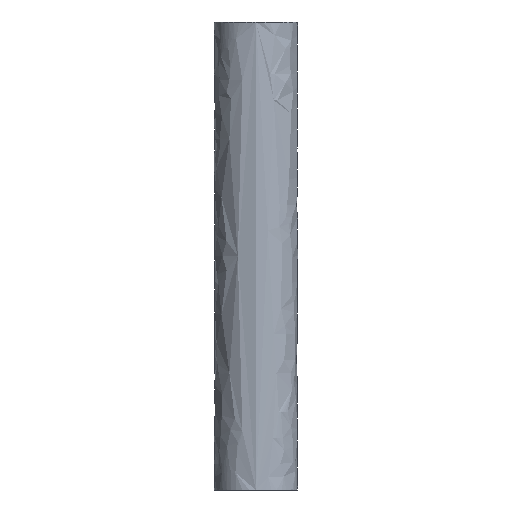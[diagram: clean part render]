
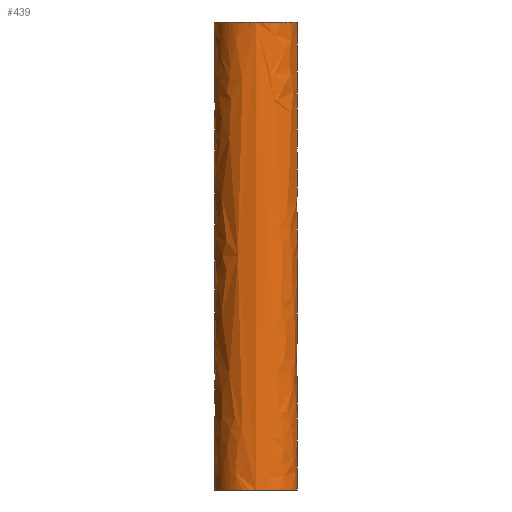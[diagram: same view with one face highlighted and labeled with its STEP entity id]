
A CAD part, left-side view. The second image highlights one B-rep face of the part: STEP entity #439.
In plain terms, the highlighted free-form (B-spline) face has degree [1, 2] with [2, 9] control points.
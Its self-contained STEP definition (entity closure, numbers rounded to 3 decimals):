
#63 = VERTEX_POINT('',#64);
#64 = CARTESIAN_POINT('',(121.927,55.,2.));
#69 = EDGE_CURVE('',#70,#63,#72,.T.);
#70 = VERTEX_POINT('',#71);
#71 = CARTESIAN_POINT('',(121.927,55.,0.));
#72 = B_SPLINE_CURVE_WITH_KNOTS('',1,(#73,#74),.UNSPECIFIED.,.F.,.F.,(2,
    2),(-225.,-223.),.PIECEWISE_BEZIER_KNOTS.);
#73 = CARTESIAN_POINT('',(121.927,55.,0.));
#74 = CARTESIAN_POINT('',(121.927,55.,2.));
#259 = VERTEX_POINT('',#260);
#260 = CARTESIAN_POINT('',(121.927,55.,450.));
#265 = EDGE_CURVE('',#266,#259,#268,.T.);
#266 = VERTEX_POINT('',#267);
#267 = CARTESIAN_POINT('',(121.927,55.,448.));
#268 = B_SPLINE_CURVE_WITH_KNOTS('',1,(#269,#270),.UNSPECIFIED.,.F.,.F.,
  (2,2),(223.,225.),.PIECEWISE_BEZIER_KNOTS.);
#269 = CARTESIAN_POINT('',(121.927,55.,448.));
#270 = CARTESIAN_POINT('',(121.927,55.,450.));
#297 = VERTEX_POINT('',#298);
#298 = CARTESIAN_POINT('',(131.927,55.,450.));
#303 = EDGE_CURVE('',#297,#304,#306,.T.);
#304 = VERTEX_POINT('',#305);
#305 = CARTESIAN_POINT('',(86.927,94.686,450.));
#306 = ( BOUNDED_CURVE() B_SPLINE_CURVE(2,(#307,#308,#309,#310,#311,#312
,#313),.UNSPECIFIED.,.F.,.F.) B_SPLINE_CURVE_WITH_KNOTS((3,2,2,3),(
    -1.445,0.084,1.613,3.142),
.UNSPECIFIED.) CURVE() GEOMETRIC_REPRESENTATION_ITEM() 
RATIONAL_B_SPLINE_CURVE((1.,0.722,1.,0.722,1.,
0.722,1.)) REPRESENTATION_ITEM('') );
#307 = CARTESIAN_POINT('',(131.927,55.,450.));
#308 = CARTESIAN_POINT('',(169.989,59.795,450.));
#309 = CARTESIAN_POINT('',(166.787,98.024,450.));
#310 = CARTESIAN_POINT('',(163.586,136.253,450.));
#311 = CARTESIAN_POINT('',(125.256,134.651,450.));
#312 = CARTESIAN_POINT('',(86.927,133.049,450.));
#313 = CARTESIAN_POINT('',(86.927,94.686,450.));
#315 = EDGE_CURVE('',#304,#259,#316,.T.);
#316 = ( BOUNDED_CURVE() B_SPLINE_CURVE(2,(#317,#318,#319),
.UNSPECIFIED.,.F.,.F.) B_SPLINE_CURVE_WITH_KNOTS((3,3),(3.142,
4.587),.PIECEWISE_BEZIER_KNOTS.) CURVE() 
GEOMETRIC_REPRESENTATION_ITEM() RATIONAL_B_SPLINE_CURVE((1.,0.75,1.)) 
REPRESENTATION_ITEM('') );
#317 = CARTESIAN_POINT('',(86.927,94.686,450.));
#318 = CARTESIAN_POINT('',(86.927,59.409,450.));
#319 = CARTESIAN_POINT('',(121.927,55.,450.));
#357 = VERTEX_POINT('',#358);
#358 = CARTESIAN_POINT('',(131.927,55.,448.));
#363 = EDGE_CURVE('',#297,#357,#364,.T.);
#364 = B_SPLINE_CURVE_WITH_KNOTS('',1,(#365,#366),.UNSPECIFIED.,.F.,.F.,
  (2,2),(-225.,-223.),.PIECEWISE_BEZIER_KNOTS.);
#365 = CARTESIAN_POINT('',(131.927,55.,450.));
#366 = CARTESIAN_POINT('',(131.927,55.,448.));
#380 = VERTEX_POINT('',#381);
#381 = CARTESIAN_POINT('',(131.927,55.,2.));
#386 = EDGE_CURVE('',#63,#380,#387,.T.);
#387 = ( BOUNDED_CURVE() B_SPLINE_CURVE(2,(#388,#389,#390),
.UNSPECIFIED.,.F.,.F.) B_SPLINE_CURVE_WITH_KNOTS((3,3),(-1.696,
-1.445),.PIECEWISE_BEZIER_KNOTS.) CURVE() 
GEOMETRIC_REPRESENTATION_ITEM() RATIONAL_B_SPLINE_CURVE((1.,
0.992,1.)) REPRESENTATION_ITEM('') );
#388 = CARTESIAN_POINT('',(121.927,55.,2.));
#389 = CARTESIAN_POINT('',(126.927,54.37,2.));
#390 = CARTESIAN_POINT('',(131.927,55.,2.));
#404 = VERTEX_POINT('',#405);
#405 = CARTESIAN_POINT('',(131.927,55.,0.));
#410 = EDGE_CURVE('',#380,#404,#411,.T.);
#411 = B_SPLINE_CURVE_WITH_KNOTS('',1,(#412,#413),.UNSPECIFIED.,.F.,.F.,
  (2,2),(223.,225.),.PIECEWISE_BEZIER_KNOTS.);
#412 = CARTESIAN_POINT('',(131.927,55.,2.));
#413 = CARTESIAN_POINT('',(131.927,55.,0.));
#427 = EDGE_CURVE('',#357,#266,#428,.T.);
#428 = ( BOUNDED_CURVE() B_SPLINE_CURVE(2,(#429,#430,#431),
.UNSPECIFIED.,.F.,.F.) B_SPLINE_CURVE_WITH_KNOTS((3,3),(1.445,
1.696),.PIECEWISE_BEZIER_KNOTS.) CURVE() 
GEOMETRIC_REPRESENTATION_ITEM() RATIONAL_B_SPLINE_CURVE((1.,
0.992,1.)) REPRESENTATION_ITEM('') );
#429 = CARTESIAN_POINT('',(131.927,55.,448.));
#430 = CARTESIAN_POINT('',(126.927,54.37,448.));
#431 = CARTESIAN_POINT('',(121.927,55.,448.));
#439 = ADVANCED_FACE('',(#440),#474,.T.);
#440 = FACE_BOUND('',#441,.T.);
#441 = EDGE_LOOP('',(#442,#443,#444,#445,#457,#462,#463,#464,#465,#466,
    #467,#468));
#442 = ORIENTED_EDGE('',*,*,#69,.T.);
#443 = ORIENTED_EDGE('',*,*,#386,.T.);
#444 = ORIENTED_EDGE('',*,*,#410,.T.);
#445 = ORIENTED_EDGE('',*,*,#446,.F.);
#446 = EDGE_CURVE('',#447,#404,#449,.T.);
#447 = VERTEX_POINT('',#448);
#448 = CARTESIAN_POINT('',(86.927,94.686,0.));
#449 = ( BOUNDED_CURVE() B_SPLINE_CURVE(2,(#450,#451,#452,#453,#454,#455
,#456),.UNSPECIFIED.,.F.,.F.) B_SPLINE_CURVE_WITH_KNOTS((3,2,2,3),(
    -3.142,-1.613,-0.084,1.445),
.UNSPECIFIED.) CURVE() GEOMETRIC_REPRESENTATION_ITEM() 
RATIONAL_B_SPLINE_CURVE((1.,0.722,1.,0.722,1.,
0.722,1.)) REPRESENTATION_ITEM('') );
#450 = CARTESIAN_POINT('',(86.927,94.686,0.));
#451 = CARTESIAN_POINT('',(86.927,133.049,0.));
#452 = CARTESIAN_POINT('',(125.256,134.651,0.));
#453 = CARTESIAN_POINT('',(163.586,136.253,0.));
#454 = CARTESIAN_POINT('',(166.787,98.024,0.));
#455 = CARTESIAN_POINT('',(169.989,59.795,0.));
#456 = CARTESIAN_POINT('',(131.927,55.,0.));
#457 = ORIENTED_EDGE('',*,*,#458,.T.);
#458 = EDGE_CURVE('',#447,#304,#459,.T.);
#459 = B_SPLINE_CURVE_WITH_KNOTS('',1,(#460,#461),.UNSPECIFIED.,.F.,.F.,
  (2,2),(-5.625,5.625),.PIECEWISE_BEZIER_KNOTS.);
#460 = CARTESIAN_POINT('',(86.927,94.686,0.));
#461 = CARTESIAN_POINT('',(86.927,94.686,450.));
#462 = ORIENTED_EDGE('',*,*,#303,.F.);
#463 = ORIENTED_EDGE('',*,*,#363,.T.);
#464 = ORIENTED_EDGE('',*,*,#427,.T.);
#465 = ORIENTED_EDGE('',*,*,#265,.T.);
#466 = ORIENTED_EDGE('',*,*,#315,.F.);
#467 = ORIENTED_EDGE('',*,*,#458,.F.);
#468 = ORIENTED_EDGE('',*,*,#469,.F.);
#469 = EDGE_CURVE('',#70,#447,#470,.T.);
#470 = ( BOUNDED_CURVE() B_SPLINE_CURVE(2,(#471,#472,#473),
.UNSPECIFIED.,.F.,.F.) B_SPLINE_CURVE_WITH_KNOTS((3,3),(-4.587,
-3.142),.PIECEWISE_BEZIER_KNOTS.) CURVE() 
GEOMETRIC_REPRESENTATION_ITEM() RATIONAL_B_SPLINE_CURVE((1.,0.75,1.)) 
REPRESENTATION_ITEM('') );
#471 = CARTESIAN_POINT('',(121.927,55.,0.));
#472 = CARTESIAN_POINT('',(86.927,59.409,0.));
#473 = CARTESIAN_POINT('',(86.927,94.686,0.));
#474 = ( BOUNDED_SURFACE() B_SPLINE_SURFACE(1,2,(
    (#475,#476,#477,#478,#479,#480,#481,#482,#483)
    ,(#484,#485,#486,#487,#488,#489,#490,#491,#492
)),.UNSPECIFIED.,.F.,.T.,.F.) B_SPLINE_SURFACE_WITH_KNOTS((2,2),(1,2,2,2
    ,2,2,1),(-5.625,5.625),(-4.712,-3.142,
    -1.571,0.,1.571,3.142,4.712),
.UNSPECIFIED.) GEOMETRIC_REPRESENTATION_ITEM() RATIONAL_B_SPLINE_SURFACE
((
    (1.,0.707,1.,0.707,1.,0.707,1.
      ,0.707,1.)
    ,(1.,0.707,1.,0.707,1.,0.707,1.
,0.707,1.))) REPRESENTATION_ITEM('') SURFACE() );
#475 = CARTESIAN_POINT('',(86.927,94.686,0.));
#476 = CARTESIAN_POINT('',(86.927,134.686,0.));
#477 = CARTESIAN_POINT('',(126.927,134.686,0.));
#478 = CARTESIAN_POINT('',(166.927,134.686,0.));
#479 = CARTESIAN_POINT('',(166.927,94.686,0.));
#480 = CARTESIAN_POINT('',(166.927,54.686,0.));
#481 = CARTESIAN_POINT('',(126.927,54.686,0.));
#482 = CARTESIAN_POINT('',(86.927,54.686,0.));
#483 = CARTESIAN_POINT('',(86.927,94.686,0.));
#484 = CARTESIAN_POINT('',(86.927,94.686,450.));
#485 = CARTESIAN_POINT('',(86.927,134.686,450.));
#486 = CARTESIAN_POINT('',(126.927,134.686,450.));
#487 = CARTESIAN_POINT('',(166.927,134.686,450.));
#488 = CARTESIAN_POINT('',(166.927,94.686,450.));
#489 = CARTESIAN_POINT('',(166.927,54.686,450.));
#490 = CARTESIAN_POINT('',(126.927,54.686,450.));
#491 = CARTESIAN_POINT('',(86.927,54.686,450.));
#492 = CARTESIAN_POINT('',(86.927,94.686,450.));
